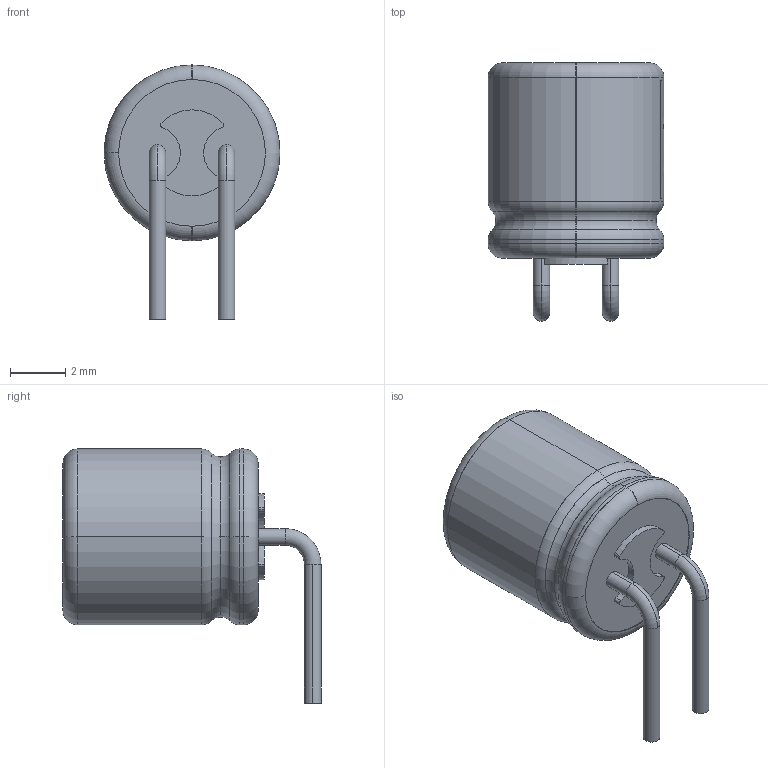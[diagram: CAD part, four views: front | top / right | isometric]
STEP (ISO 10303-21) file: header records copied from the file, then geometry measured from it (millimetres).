
FILE_DESCRIPTION (( 'STEP AP214' ), '1' );
FILE_NAME ('User Library-Cap electro 6.3x7x2.5mm RA.STEP', '2012-04-05T02:39:23', ( 'Solidworks' ), ( 'Solidworks' ), 'SwSTEP 2.0', 'SolidWorks 2012', '' );
FILE_SCHEMA (( 'AUTOMOTIVE_DESIGN' ));
Length unit declared in the file: millimetre
Products named in the file (1): User Library-Cap electro 6.3x7x2.5mm RA
Bounding box: 6.35 x 9.32 x 9.18 mm (x, y, z)
Surface area: 452 mm2 (no closed solid volume)
Topology: 0 solids, 4 shells, 109 faces, 280 edges, 185 vertices
Faces by surface type: cylinder 63, torus 40, plane 6
Entity records: 4580 total; most frequent: CARTESIAN_POINT 647, DIRECTION 646, ORIENTED_EDGE 506, AXIS2_PLACEMENT_3D 280, EDGE_CURVE 280, VERTEX_POINT 185, CIRCLE 170, EDGE_LOOP 118
